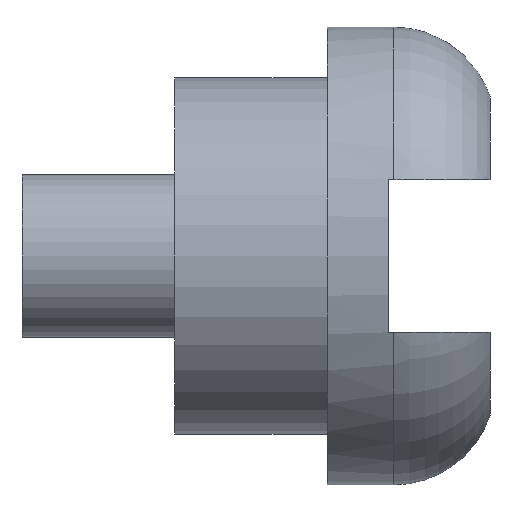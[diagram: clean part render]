
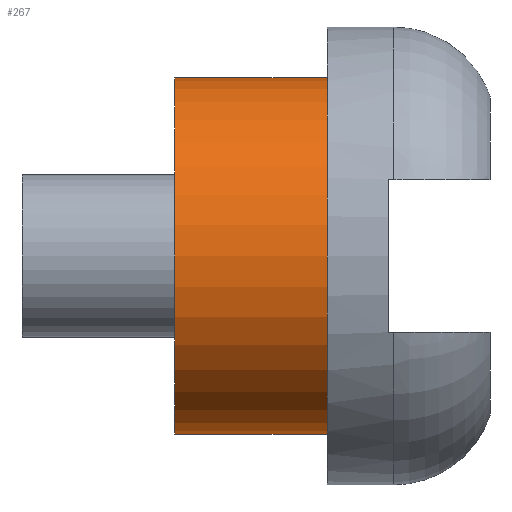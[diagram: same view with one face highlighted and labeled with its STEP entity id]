
A CAD part, left-side view. The second image highlights one B-rep face of the part: STEP entity #267.
In plain terms, the highlighted cylindrical face has radius 3.5 mm (diameter 7 mm), a partial arc.
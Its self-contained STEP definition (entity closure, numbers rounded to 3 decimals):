
#3 = AXIS2_PLACEMENT_3D ( 'NONE', #683, #144, #673 ) ;
#31 = CARTESIAN_POINT ( 'NONE',  ( 0., 3., -3.5 ) ) ;
#49 = VERTEX_POINT ( 'NONE', #315 ) ;
#59 = CARTESIAN_POINT ( 'NONE',  ( 0., 3., 3.5 ) ) ;
#90 = DIRECTION ( 'NONE',  ( 0., 0., 1. ) ) ;
#93 = AXIS2_PLACEMENT_3D ( 'NONE', #648, #408, #165 ) ;
#100 = VERTEX_POINT ( 'NONE', #494 ) ;
#116 = VERTEX_POINT ( 'NONE', #390 ) ;
#119 = LINE ( 'NONE', #59, #573 ) ;
#144 = DIRECTION ( 'NONE',  ( 0., -1., 0. ) ) ;
#146 = EDGE_CURVE ( 'NONE', #100, #116, #377, .T. ) ;
#158 = LINE ( 'NONE', #31, #607 ) ;
#165 = DIRECTION ( 'NONE',  ( 0., 0., 1. ) ) ;
#174 = AXIS2_PLACEMENT_3D ( 'NONE', #475, #576, #90 ) ;
#179 = VERTEX_POINT ( 'NONE', #498 ) ;
#190 = ORIENTED_EDGE ( 'NONE', *, *, #265, .F. ) ;
#203 = DIRECTION ( 'NONE',  ( 0., -1., 0. ) ) ;
#228 = EDGE_CURVE ( 'NONE', #179, #100, #158, .T. ) ;
#265 = EDGE_CURVE ( 'NONE', #179, #49, #481, .T. ) ;
#267 = ADVANCED_FACE ( 'NONE', ( #618 ), #478, .T. ) ;
#315 = CARTESIAN_POINT ( 'NONE',  ( 0., 3., 3.5 ) ) ;
#349 = ORIENTED_EDGE ( 'NONE', *, *, #228, .T. ) ;
#377 = CIRCLE ( 'NONE', #93, 3.5 ) ;
#390 = CARTESIAN_POINT ( 'NONE',  ( 0., 0., 3.5 ) ) ;
#408 = DIRECTION ( 'NONE',  ( 0., 1., 0. ) ) ;
#475 = CARTESIAN_POINT ( 'NONE',  ( 0., 3., 0. ) ) ;
#478 = CYLINDRICAL_SURFACE ( 'NONE', #3, 3.5 ) ;
#481 = CIRCLE ( 'NONE', #174, 3.5 ) ;
#494 = CARTESIAN_POINT ( 'NONE',  ( 0., 0., -3.5 ) ) ;
#498 = CARTESIAN_POINT ( 'NONE',  ( 0., 3., -3.5 ) ) ;
#573 = VECTOR ( 'NONE', #575, 1000. ) ;
#575 = DIRECTION ( 'NONE',  ( 0., -1., 0. ) ) ;
#576 = DIRECTION ( 'NONE',  ( 0., 1., 0. ) ) ;
#587 = EDGE_CURVE ( 'NONE', #49, #116, #119, .T. ) ;
#592 = ORIENTED_EDGE ( 'NONE', *, *, #587, .F. ) ;
#607 = VECTOR ( 'NONE', #203, 1000. ) ;
#618 = FACE_OUTER_BOUND ( 'NONE', #672, .T. ) ;
#648 = CARTESIAN_POINT ( 'NONE',  ( 0., 0., 0. ) ) ;
#672 = EDGE_LOOP ( 'NONE', ( #592, #190, #349, #696 ) ) ;
#673 = DIRECTION ( 'NONE',  ( 0., 0., -1. ) ) ;
#683 = CARTESIAN_POINT ( 'NONE',  ( 0., 3., 0. ) ) ;
#696 = ORIENTED_EDGE ( 'NONE', *, *, #146, .T. ) ;
